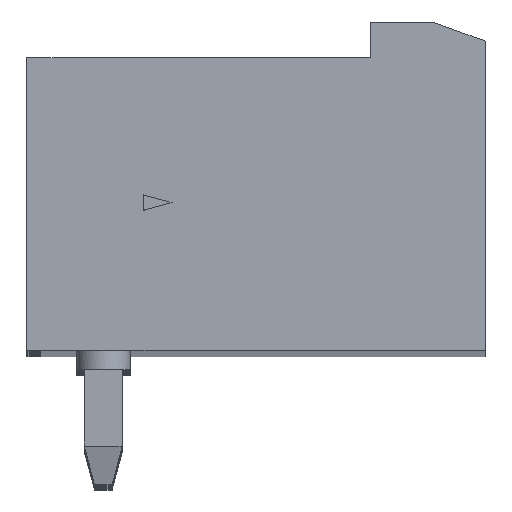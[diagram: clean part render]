
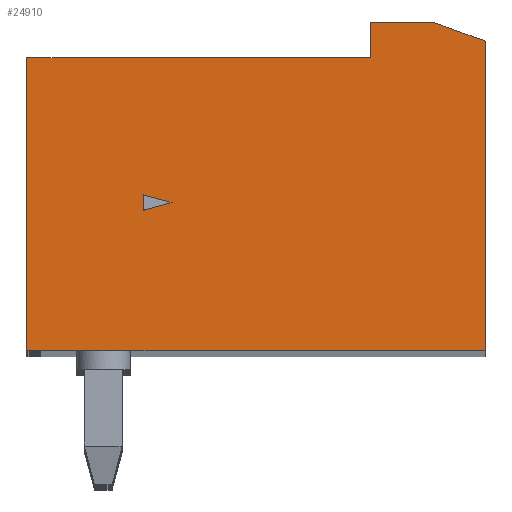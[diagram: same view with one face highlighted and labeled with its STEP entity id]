
A CAD part, top view. The second image highlights one B-rep face of the part: STEP entity #24910.
In plain terms, the highlighted planar face has unit normal (0, 0, 1).
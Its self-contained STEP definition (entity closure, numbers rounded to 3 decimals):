
#24020=CARTESIAN_POINT('',(46.923,38.338
   ,3.54));
#24030=DIRECTION('',(0.,0.,
   1.));
#24040=DIRECTION('',(1.,0.,
   0.));
#24050=AXIS2_PLACEMENT_3D('',#24020,#24030,#24040);
#24060=PLANE('',#24050);
#24070=CARTESIAN_POINT('',(0.,37.773
   ,3.54));
#24080=DIRECTION('',(-1.,0.,
   0.));
#24090=VECTOR('',#24080,1.);
#24100=LINE('',#24070,#24090);
#24110=CARTESIAN_POINT('',(48.627,37.773
   ,3.54));
#24120=VERTEX_POINT('',#24110);
#24130=CARTESIAN_POINT('',(36.627,37.773
   ,3.54));
#24140=VERTEX_POINT('',#24130);
#24150=EDGE_CURVE('',#24120,#24140,#24100,.T.);
#24160=ORIENTED_EDGE('',*,*,#24150,.F.);
#24170=CARTESIAN_POINT('',(36.627,0.
   ,3.54));
#24180=DIRECTION('',(0.,-1.,
   0.));
#24190=VECTOR('',#24180,1.);
#24200=LINE('',#24170,#24190);
#24210=CARTESIAN_POINT('',(36.627,45.443
   ,3.54));
#24220=VERTEX_POINT('',#24210);
#24230=EDGE_CURVE('',#24220,#24140,#24200,.T.);
#24240=ORIENTED_EDGE('',*,*,#24230,.T.);
#24250=CARTESIAN_POINT('',(0.,45.443
   ,3.54));
#24260=DIRECTION('',(1.,0.,
   0.));
#24270=VECTOR('',#24260,1.);
#24280=LINE('',#24250,#24270);
#24290=CARTESIAN_POINT('',(45.627,45.443
   ,3.54));
#24300=VERTEX_POINT('',#24290);
#24310=EDGE_CURVE('',#24220,#24300,#24280,.T.);
#24320=ORIENTED_EDGE('',*,*,#24310,.F.);
#24330=CARTESIAN_POINT('',(45.627,0.
   ,3.54));
#24340=DIRECTION('',(0.,1.,
   0.));
#24350=VECTOR('',#24340,1.);
#24360=LINE('',#24330,#24350);
#24370=CARTESIAN_POINT('',(45.627,46.373
   ,3.54));
#24380=VERTEX_POINT('',#24370);
#24390=EDGE_CURVE('',#24300,#24380,#24360,.T.);
#24400=ORIENTED_EDGE('',*,*,#24390,.F.);
#24410=CARTESIAN_POINT('',(0.,46.373
   ,3.54));
#24420=DIRECTION('',(1.,0.,
   0.));
#24430=VECTOR('',#24420,1.);
#24440=LINE('',#24410,#24430);
#24450=CARTESIAN_POINT('',(47.253,46.373
   ,3.54));
#24460=VERTEX_POINT('',#24450);
#24470=EDGE_CURVE('',#24380,#24460,#24440,.T.);
#24480=ORIENTED_EDGE('',*,*,#24470,.F.);
#24490=CARTESIAN_POINT('',(0.,63.571
   ,3.54));
#24500=DIRECTION('',(0.94,-0.342,
   0.));
#24510=VECTOR('',#24500,1.);
#24520=LINE('',#24490,#24510);
#24530=CARTESIAN_POINT('',(48.627,45.873
   ,3.54));
#24540=VERTEX_POINT('',#24530);
#24550=EDGE_CURVE('',#24460,#24540,#24520,.T.);
#24560=ORIENTED_EDGE('',*,*,#24550,.F.);
#24570=CARTESIAN_POINT('',(48.627,0.
   ,3.54));
#24580=DIRECTION('',(0.,-1.,
   0.));
#24590=VECTOR('',#24580,1.);
#24600=LINE('',#24570,#24590);
#24610=EDGE_CURVE('',#24540,#24120,#24600,.T.);
#24620=ORIENTED_EDGE('',*,*,#24610,.F.);
#24630=EDGE_LOOP('',(#24620,#24560,#24480,#24400,#24320,#24240,#24160));
#24640=FACE_OUTER_BOUND('',#24630,.T.);
#24650=CARTESIAN_POINT('',(39.677,0.
   ,3.54));
#24660=DIRECTION('',(0.,1.,
   0.));
#24670=VECTOR('',#24660,1.);
#24680=LINE('',#24650,#24670);
#24690=CARTESIAN_POINT('',(39.677,41.442
   ,3.54));
#24700=VERTEX_POINT('',#24690);
#24710=CARTESIAN_POINT('',(39.677,41.844
   ,3.54));
#24720=VERTEX_POINT('',#24710);
#24730=EDGE_CURVE('',#24700,#24720,#24680,.T.);
#24740=ORIENTED_EDGE('',*,*,#24730,.T.);
#24750=CARTESIAN_POINT('',(0.,30.81
   ,3.54));
#24760=DIRECTION('',(-0.966,-0.259,
   0.));
#24770=VECTOR('',#24760,1.);
#24780=LINE('',#24750,#24770);
#24790=CARTESIAN_POINT('',(40.427,41.643
   ,3.54));
#24800=VERTEX_POINT('',#24790);
#24810=EDGE_CURVE('',#24800,#24700,#24780,.T.);
#24820=ORIENTED_EDGE('',*,*,#24810,.T.);
#24830=CARTESIAN_POINT('',(0.,52.475
   ,3.54));
#24840=DIRECTION('',(0.966,-0.259,
   0.));
#24850=VECTOR('',#24840,1.);
#24860=LINE('',#24830,#24850);
#24870=EDGE_CURVE('',#24720,#24800,#24860,.T.);
#24880=ORIENTED_EDGE('',*,*,#24870,.T.);
#24890=EDGE_LOOP('',(#24880,#24820,#24740));
#24900=FACE_BOUND('',#24890,.T.);
#24910=ADVANCED_FACE('',(#24640,#24900),#24060,.T.);
